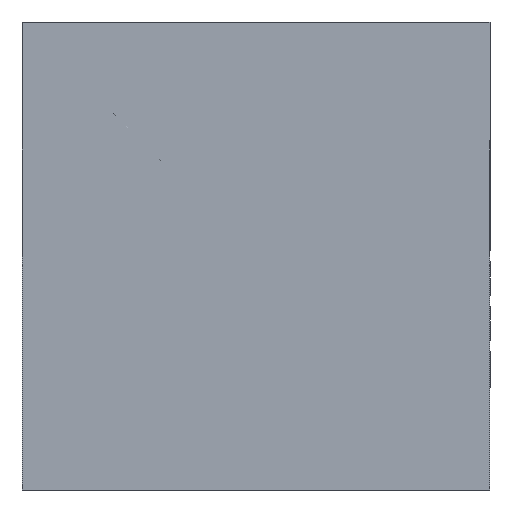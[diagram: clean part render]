
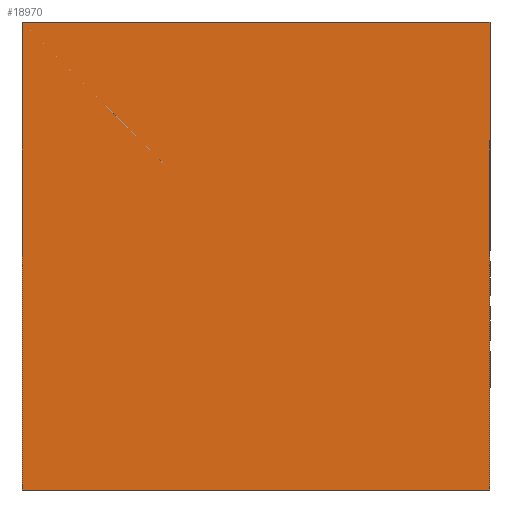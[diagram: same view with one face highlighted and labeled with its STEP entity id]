
A CAD part, front view. The second image highlights one B-rep face of the part: STEP entity #18970.
In plain terms, the highlighted planar face has unit normal (0, -1, 0).
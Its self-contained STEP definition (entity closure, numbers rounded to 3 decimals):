
#308 = CARTESIAN_POINT ( 'NONE',  ( 22.5, 0., -22.5 ) ) ;
#939 = DIRECTION ( 'NONE',  ( 0., 1., 0. ) ) ;
#1232 = DIRECTION ( 'NONE',  ( 0., 0., 1. ) ) ;
#1614 = CARTESIAN_POINT ( 'NONE',  ( 22.5, 0., -22.5 ) ) ;
#1632 = CARTESIAN_POINT ( 'NONE',  ( -22.5, 0., 22.5 ) ) ;
#1989 = EDGE_CURVE ( 'NONE', #23448, #3777, #22464, .T. ) ;
#2363 = VERTEX_POINT ( 'NONE', #24178 ) ;
#3777 = VERTEX_POINT ( 'NONE', #308 ) ;
#4165 = VECTOR ( 'NONE', #23088, 1000. ) ;
#4501 = CARTESIAN_POINT ( 'NONE',  ( -22.5, 0., -22.5 ) ) ;
#4606 = ORIENTED_EDGE ( 'NONE', *, *, #8075, .F. ) ;
#4989 = LINE ( 'NONE', #12651, #5394 ) ;
#5248 = DIRECTION ( 'NONE',  ( 0., 0., -1. ) ) ;
#5394 = VECTOR ( 'NONE', #1232, 1000. ) ;
#6382 = VECTOR ( 'NONE', #7664, 1000. ) ;
#7154 = AXIS2_PLACEMENT_3D ( 'NONE', #10493, #939, #16277 ) ;
#7575 = EDGE_LOOP ( 'NONE', ( #11086, #11507, #4606, #10532 ) ) ;
#7664 = DIRECTION ( 'NONE',  ( -1., 0., 0. ) ) ;
#7798 = CARTESIAN_POINT ( 'NONE',  ( -22.5, 0., 22.5 ) ) ;
#8075 = EDGE_CURVE ( 'NONE', #2363, #10815, #4989, .T. ) ;
#9523 = VECTOR ( 'NONE', #5248, 1000. ) ;
#9681 = LINE ( 'NONE', #4501, #6382 ) ;
#9822 = EDGE_CURVE ( 'NONE', #10815, #23448, #18862, .T. ) ;
#10493 = CARTESIAN_POINT ( 'NONE',  ( 0., 0., 0. ) ) ;
#10532 = ORIENTED_EDGE ( 'NONE', *, *, #19594, .F. ) ;
#10815 = VERTEX_POINT ( 'NONE', #7798 ) ;
#11086 = ORIENTED_EDGE ( 'NONE', *, *, #1989, .F. ) ;
#11507 = ORIENTED_EDGE ( 'NONE', *, *, #9822, .F. ) ;
#12622 = FACE_OUTER_BOUND ( 'NONE', #7575, .T. ) ;
#12651 = CARTESIAN_POINT ( 'NONE',  ( -22.5, 0., -22.5 ) ) ;
#14628 = PLANE ( 'NONE',  #7154 ) ;
#16277 = DIRECTION ( 'NONE',  ( 0., 0., 1. ) ) ;
#18862 = LINE ( 'NONE', #1632, #4165 ) ;
#18970 = ADVANCED_FACE ( 'NONE', ( #12622 ), #14628, .F. ) ;
#19594 = EDGE_CURVE ( 'NONE', #3777, #2363, #9681, .T. ) ;
#19867 = CARTESIAN_POINT ( 'NONE',  ( 22.5, 0., 22.5 ) ) ;
#22464 = LINE ( 'NONE', #1614, #9523 ) ;
#23088 = DIRECTION ( 'NONE',  ( 1., 0., 0. ) ) ;
#23448 = VERTEX_POINT ( 'NONE', #19867 ) ;
#24178 = CARTESIAN_POINT ( 'NONE',  ( -22.5, 0., -22.5 ) ) ;
